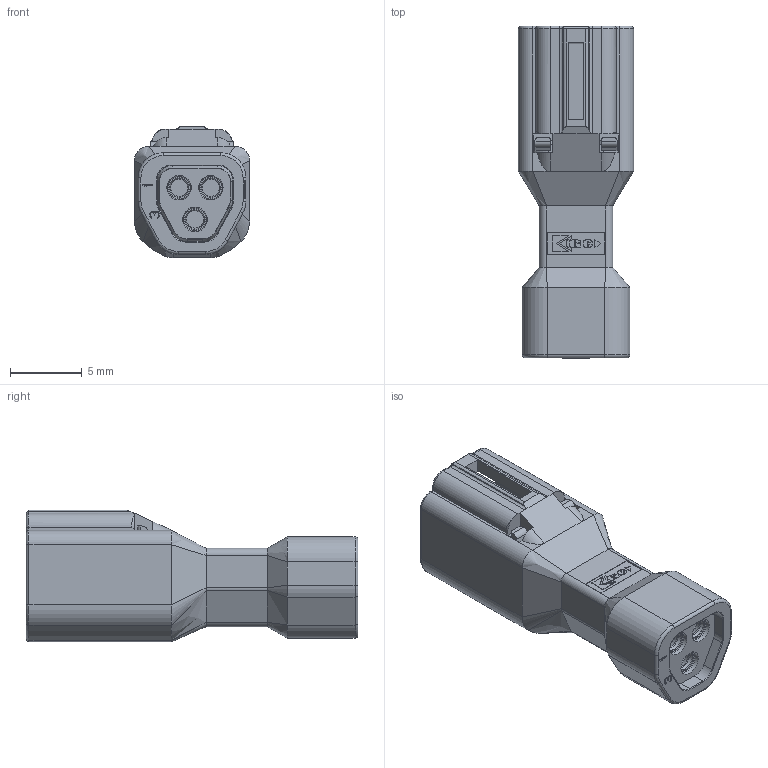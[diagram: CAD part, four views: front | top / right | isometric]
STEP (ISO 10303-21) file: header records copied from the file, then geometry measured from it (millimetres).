
FILE_DESCRIPTION((''),'2;1');
FILE_NAME('03PIN-G-WX','2025-03-19T08:39:17',('NK210218'),(''),'CREO PARAMETRIC BY PTC INC, 2020053','CREO PARAMETRIC BY PTC INC, 2020053','');
FILE_SCHEMA(('CONFIG_CONTROL_DESIGN','SHAPE_APPEARANCE_LAYERS_GROUPS'));
Length unit declared in the file: inch
Products named in the file (1): 03PIN-G-WX
Bounding box: 8 x 23.05 x 9.15 mm (x, y, z)
Volume: 685.5 mm3; surface area: 1185.5 mm2
Topology: 1 solids, 4 shells, 866 faces, 2078 edges, 1236 vertices
Faces by surface type: plane 431, cylinder 177, torus 122, cone 106, bspline 20, extrusion 10
Entity records: 31619 total; most frequent: CARTESIAN_POINT 5344, DIRECTION 4226, ORIENTED_EDGE 4156, EDGE_CURVE 2078, AXIS2_PLACEMENT_3D 1420, VECTOR 1386, LINE 1376, VERTEX_POINT 1236
